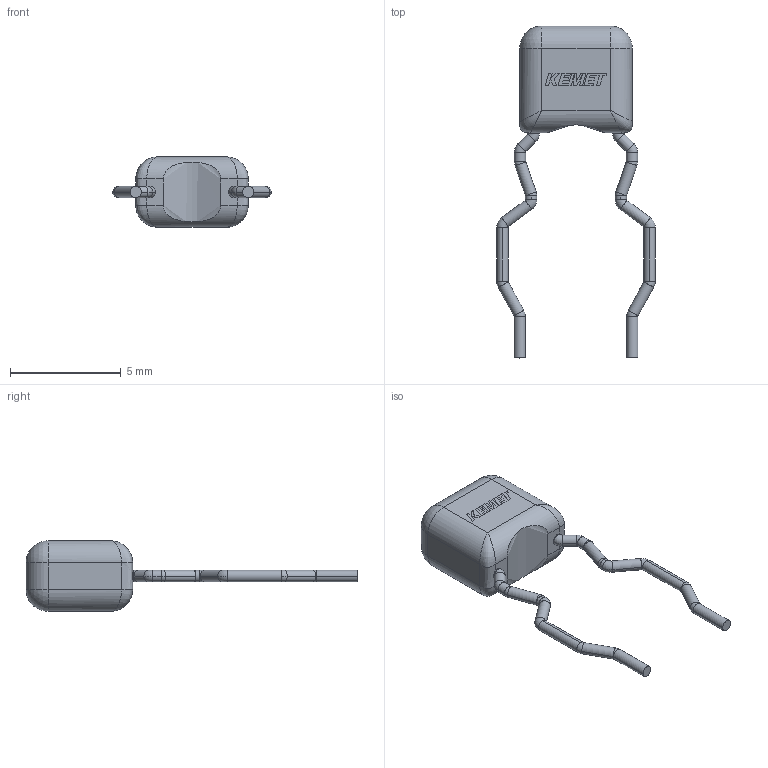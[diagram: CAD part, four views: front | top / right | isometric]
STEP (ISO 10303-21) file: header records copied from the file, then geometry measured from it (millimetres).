
FILE_DESCRIPTION (( 'STEP AP214' ), '1' );
FILE_NAME ('CCR_SICR_5.08X7.62_L5.08H7.62T3.18S5.08LL7F0.51.STEP', '2018-07-16T15:37:59', ( '' ), ( '' ), 'SwSTEP 2.0', 'SolidWorks 2014', '' );
FILE_SCHEMA (( 'AUTOMOTIVE_DESIGN' ));
Length unit declared in the file: millimetre
Products named in the file (1): CCR_SICR_5.08X7.62_L5.08H7.62T3.18S5.08LL7F0.51
Bounding box: 7.15 x 14.98 x 3.19 mm (x, y, z)
Volume: 72.1 mm3; surface area: 128.2 mm2
Topology: 4 solids, 4 shells, 157 faces, 379 edges, 222 vertices
Faces by surface type: plane 68, cylinder 46, torus 32, bspline 7, sphere 4
Entity records: 8293 total; most frequent: CARTESIAN_POINT 2874, DIRECTION 787, ORIENTED_EDGE 742, EDGE_CURVE 371, AXIS2_PLACEMENT_3D 287, VERTEX_POINT 222, LINE 213, VECTOR 213
